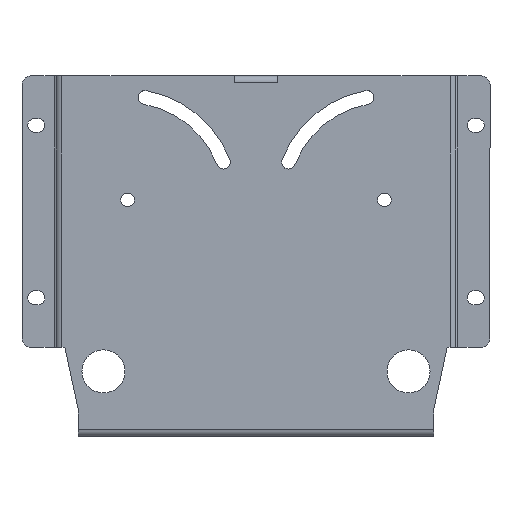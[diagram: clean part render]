
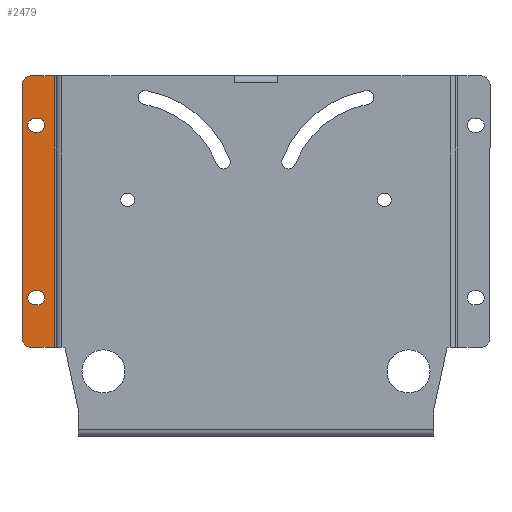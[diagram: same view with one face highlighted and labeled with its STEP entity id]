
A CAD part, top view. The second image highlights one B-rep face of the part: STEP entity #2479.
In plain terms, the highlighted planar face has unit normal (0, 0, 1).
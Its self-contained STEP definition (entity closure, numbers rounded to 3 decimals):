
#31 = ORIENTED_EDGE ( 'NONE', *, *, #2212, .F. ) ;
#183 = CIRCLE ( 'NONE', #514, 4. ) ;
#184 = EDGE_CURVE ( 'NONE', #3190, #2098, #341, .T. ) ;
#201 = PLANE ( 'NONE',  #446 ) ;
#231 = VERTEX_POINT ( 'NONE', #3057 ) ;
#238 = CARTESIAN_POINT ( 'NONE',  ( -117.035, -52.86, -2. ) ) ;
#257 = CARTESIAN_POINT ( 'NONE',  ( 0.658, -20.18, -2. ) ) ;
#287 = CIRCLE ( 'NONE', #1313, 4. ) ;
#295 = CARTESIAN_POINT ( 'NONE',  ( -130.75, 99.5, -2. ) ) ;
#314 = EDGE_CURVE ( 'NONE', #1064, #2080, #1206, .T. ) ;
#315 = ORIENTED_EDGE ( 'NONE', *, *, #2255, .F. ) ;
#317 = LINE ( 'NONE', #1351, #996 ) ;
#318 = CARTESIAN_POINT ( 'NONE',  ( -128.5, 71.82, -2. ) ) ;
#324 = LINE ( 'NONE', #613, #1318 ) ;
#341 = CIRCLE ( 'NONE', #2569, 4. ) ;
#390 = AXIS2_PLACEMENT_3D ( 'NONE', #1306, #3115, #785 ) ;
#408 = VERTEX_POINT ( 'NONE', #1841 ) ;
#423 = DIRECTION ( 'NONE',  ( 0., -1., 0. ) ) ;
#428 = VERTEX_POINT ( 'NONE', #1791 ) ;
#446 = AXIS2_PLACEMENT_3D ( 'NONE', #1001, #1549, #756 ) ;
#481 = EDGE_CURVE ( 'NONE', #2995, #2455, #183, .T. ) ;
#503 = CARTESIAN_POINT ( 'NONE',  ( -128.5, -20.18, -2. ) ) ;
#514 = AXIS2_PLACEMENT_3D ( 'NONE', #1388, #1401, #1672 ) ;
#525 = EDGE_CURVE ( 'NONE', #2098, #630, #3179, .T. ) ;
#552 = ORIENTED_EDGE ( 'NONE', *, *, #1491, .T. ) ;
#580 = ORIENTED_EDGE ( 'NONE', *, *, #2016, .F. ) ;
#583 = LINE ( 'NONE', #2437, #1807 ) ;
#613 = CARTESIAN_POINT ( 'NONE',  ( 0.658, -28.18, -2. ) ) ;
#623 = ORIENTED_EDGE ( 'NONE', *, *, #2160, .F. ) ;
#630 = VERTEX_POINT ( 'NONE', #686 ) ;
#686 = CARTESIAN_POINT ( 'NONE',  ( -126.5, 71.82, -2. ) ) ;
#710 = EDGE_LOOP ( 'NONE', ( #552, #1930, #2506, #2527, #1157, #1135 ) ) ;
#756 = DIRECTION ( 'NONE',  ( 1., 0., 0. ) ) ;
#773 = CIRCLE ( 'NONE', #929, 5. ) ;
#780 = FACE_BOUND ( 'NONE', #2964, .T. ) ;
#783 = CARTESIAN_POINT ( 'NONE',  ( -126.5, -24.18, -2. ) ) ;
#785 = DIRECTION ( 'NONE',  ( 0., -1., 0. ) ) ;
#795 = ORIENTED_EDGE ( 'NONE', *, *, #184, .F. ) ;
#802 = VERTEX_POINT ( 'NONE', #238 ) ;
#843 = CARTESIAN_POINT ( 'NONE',  ( -126.5, 75.82, -2. ) ) ;
#846 = CARTESIAN_POINT ( 'NONE',  ( -126.5, -24.18, -2. ) ) ;
#897 = CARTESIAN_POINT ( 'NONE',  ( 136.408, 104.5, -2. ) ) ;
#901 = CARTESIAN_POINT ( 'NONE',  ( -130.75, -52.86, -2. ) ) ;
#906 = EDGE_CURVE ( 'NONE', #802, #2080, #317, .T. ) ;
#908 = CARTESIAN_POINT ( 'NONE',  ( -128.5, -28.18, -2. ) ) ;
#925 = CIRCLE ( 'NONE', #390, 4. ) ;
#929 = AXIS2_PLACEMENT_3D ( 'NONE', #295, #2375, #1077 ) ;
#996 = VECTOR ( 'NONE', #1115, 1000. ) ;
#1001 = CARTESIAN_POINT ( 'NONE',  ( 0.658, 0., -2. ) ) ;
#1028 = DIRECTION ( 'NONE',  ( 0., 1., 0. ) ) ;
#1064 = VERTEX_POINT ( 'NONE', #1980 ) ;
#1077 = DIRECTION ( 'NONE',  ( 0., -1., 0. ) ) ;
#1115 = DIRECTION ( 'NONE',  ( -1., 0., 0. ) ) ;
#1132 = CARTESIAN_POINT ( 'NONE',  ( 0.658, 71.82, -2. ) ) ;
#1135 = ORIENTED_EDGE ( 'NONE', *, *, #2310, .T. ) ;
#1157 = ORIENTED_EDGE ( 'NONE', *, *, #1350, .T. ) ;
#1163 = ORIENTED_EDGE ( 'NONE', *, *, #481, .F. ) ;
#1174 = VERTEX_POINT ( 'NONE', #2359 ) ;
#1206 = CIRCLE ( 'NONE', #3117, 5. ) ;
#1306 = CARTESIAN_POINT ( 'NONE',  ( -126.5, 75.82, -2. ) ) ;
#1313 = AXIS2_PLACEMENT_3D ( 'NONE', #843, #2699, #3189 ) ;
#1318 = VECTOR ( 'NONE', #1660, 1000. ) ;
#1350 = EDGE_CURVE ( 'NONE', #231, #428, #2195, .T. ) ;
#1351 = CARTESIAN_POINT ( 'NONE',  ( -110.212, -52.86, -2. ) ) ;
#1388 = CARTESIAN_POINT ( 'NONE',  ( -128.5, -24.18, -2. ) ) ;
#1401 = DIRECTION ( 'NONE',  ( 0., 0., 1. ) ) ;
#1491 = EDGE_CURVE ( 'NONE', #3200, #1064, #3311, .T. ) ;
#1511 = DIRECTION ( 'NONE',  ( 0., -1., 0. ) ) ;
#1529 = EDGE_LOOP ( 'NONE', ( #1678, #315, #1163, #2340, #3118 ) ) ;
#1549 = DIRECTION ( 'NONE',  ( 0., 0., 1. ) ) ;
#1566 = FACE_OUTER_BOUND ( 'NONE', #710, .T. ) ;
#1577 = CARTESIAN_POINT ( 'NONE',  ( -117.035, 0., -2. ) ) ;
#1610 = VERTEX_POINT ( 'NONE', #2465 ) ;
#1634 = DIRECTION ( 'NONE',  ( -1., 0., 0. ) ) ;
#1649 = EDGE_CURVE ( 'NONE', #2132, #2492, #1747, .T. ) ;
#1660 = DIRECTION ( 'NONE',  ( 1., 0., 0. ) ) ;
#1672 = DIRECTION ( 'NONE',  ( 0., -1., 0. ) ) ;
#1678 = ORIENTED_EDGE ( 'NONE', *, *, #1649, .F. ) ;
#1717 = DIRECTION ( 'NONE',  ( 0., 0., 1. ) ) ;
#1747 = CIRCLE ( 'NONE', #1909, 4. ) ;
#1791 = CARTESIAN_POINT ( 'NONE',  ( -130.75, 104.5, -2. ) ) ;
#1807 = VECTOR ( 'NONE', #1634, 1000. ) ;
#1827 = DIRECTION ( 'NONE',  ( 0., 0., 1. ) ) ;
#1841 = CARTESIAN_POINT ( 'NONE',  ( -122.5, 75.82, -2. ) ) ;
#1873 = CARTESIAN_POINT ( 'NONE',  ( -128.5, 79.82, -2. ) ) ;
#1885 = DIRECTION ( 'NONE',  ( 0., 0., 1. ) ) ;
#1909 = AXIS2_PLACEMENT_3D ( 'NONE', #846, #1885, #2922 ) ;
#1930 = ORIENTED_EDGE ( 'NONE', *, *, #314, .T. ) ;
#1980 = CARTESIAN_POINT ( 'NONE',  ( -135.75, -47.86, -2. ) ) ;
#2010 = VECTOR ( 'NONE', #1028, 1000. ) ;
#2016 = EDGE_CURVE ( 'NONE', #630, #408, #287, .T. ) ;
#2041 = LINE ( 'NONE', #257, #2947 ) ;
#2080 = VERTEX_POINT ( 'NONE', #901 ) ;
#2098 = VERTEX_POINT ( 'NONE', #318 ) ;
#2132 = VERTEX_POINT ( 'NONE', #3312 ) ;
#2160 = EDGE_CURVE ( 'NONE', #408, #1610, #925, .T. ) ;
#2195 = LINE ( 'NONE', #897, #3053 ) ;
#2207 = DIRECTION ( 'NONE',  ( 0., -1., 0. ) ) ;
#2212 = EDGE_CURVE ( 'NONE', #1610, #3190, #583, .T. ) ;
#2255 = EDGE_CURVE ( 'NONE', #2455, #2132, #324, .T. ) ;
#2310 = EDGE_CURVE ( 'NONE', #428, #3200, #773, .T. ) ;
#2330 = CARTESIAN_POINT ( 'NONE',  ( -122.5, -24.18, -2. ) ) ;
#2340 = ORIENTED_EDGE ( 'NONE', *, *, #2495, .F. ) ;
#2341 = LINE ( 'NONE', #1577, #2010 ) ;
#2359 = CARTESIAN_POINT ( 'NONE',  ( -126.5, -20.18, -2. ) ) ;
#2375 = DIRECTION ( 'NONE',  ( 0., 0., 1. ) ) ;
#2423 = DIRECTION ( 'NONE',  ( 1., 0., 0. ) ) ;
#2437 = CARTESIAN_POINT ( 'NONE',  ( 0.658, 79.82, -2. ) ) ;
#2455 = VERTEX_POINT ( 'NONE', #908 ) ;
#2465 = CARTESIAN_POINT ( 'NONE',  ( -126.5, 79.82, -2. ) ) ;
#2479 = ADVANCED_FACE ( 'NONE', ( #2586, #780, #1566 ), #201, .T. ) ;
#2492 = VERTEX_POINT ( 'NONE', #2330 ) ;
#2495 = EDGE_CURVE ( 'NONE', #1174, #2995, #2041, .T. ) ;
#2506 = ORIENTED_EDGE ( 'NONE', *, *, #906, .F. ) ;
#2527 = ORIENTED_EDGE ( 'NONE', *, *, #2868, .T. ) ;
#2569 = AXIS2_PLACEMENT_3D ( 'NONE', #2978, #2673, #2207 ) ;
#2586 = FACE_BOUND ( 'NONE', #1529, .T. ) ;
#2619 = CIRCLE ( 'NONE', #2624, 4. ) ;
#2621 = DIRECTION ( 'NONE',  ( 0., -1., 0. ) ) ;
#2624 = AXIS2_PLACEMENT_3D ( 'NONE', #783, #1827, #2621 ) ;
#2670 = VECTOR ( 'NONE', #1511, 1000. ) ;
#2673 = DIRECTION ( 'NONE',  ( 0., 0., 1. ) ) ;
#2699 = DIRECTION ( 'NONE',  ( 0., 0., 1. ) ) ;
#2809 = CARTESIAN_POINT ( 'NONE',  ( -135.75, -104.5, -2. ) ) ;
#2868 = EDGE_CURVE ( 'NONE', #802, #231, #2341, .T. ) ;
#2922 = DIRECTION ( 'NONE',  ( 0., -1., 0. ) ) ;
#2947 = VECTOR ( 'NONE', #3072, 1000. ) ;
#2964 = EDGE_LOOP ( 'NONE', ( #580, #3281, #795, #31, #623 ) ) ;
#2978 = CARTESIAN_POINT ( 'NONE',  ( -128.5, 75.82, -2. ) ) ;
#2992 = DIRECTION ( 'NONE',  ( -1., 0., 0. ) ) ;
#2995 = VERTEX_POINT ( 'NONE', #503 ) ;
#3053 = VECTOR ( 'NONE', #2992, 1000. ) ;
#3057 = CARTESIAN_POINT ( 'NONE',  ( -117.035, 104.5, -2. ) ) ;
#3072 = DIRECTION ( 'NONE',  ( -1., 0., 0. ) ) ;
#3115 = DIRECTION ( 'NONE',  ( 0., 0., 1. ) ) ;
#3117 = AXIS2_PLACEMENT_3D ( 'NONE', #3259, #1717, #423 ) ;
#3118 = ORIENTED_EDGE ( 'NONE', *, *, #3160, .F. ) ;
#3160 = EDGE_CURVE ( 'NONE', #2492, #1174, #2619, .T. ) ;
#3179 = LINE ( 'NONE', #1132, #3274 ) ;
#3189 = DIRECTION ( 'NONE',  ( 0., -1., 0. ) ) ;
#3190 = VERTEX_POINT ( 'NONE', #1873 ) ;
#3200 = VERTEX_POINT ( 'NONE', #3326 ) ;
#3259 = CARTESIAN_POINT ( 'NONE',  ( -130.75, -47.86, -2. ) ) ;
#3274 = VECTOR ( 'NONE', #2423, 1000. ) ;
#3281 = ORIENTED_EDGE ( 'NONE', *, *, #525, .F. ) ;
#3311 = LINE ( 'NONE', #2809, #2670 ) ;
#3312 = CARTESIAN_POINT ( 'NONE',  ( -126.5, -28.18, -2. ) ) ;
#3326 = CARTESIAN_POINT ( 'NONE',  ( -135.75, 99.5, -2. ) ) ;
